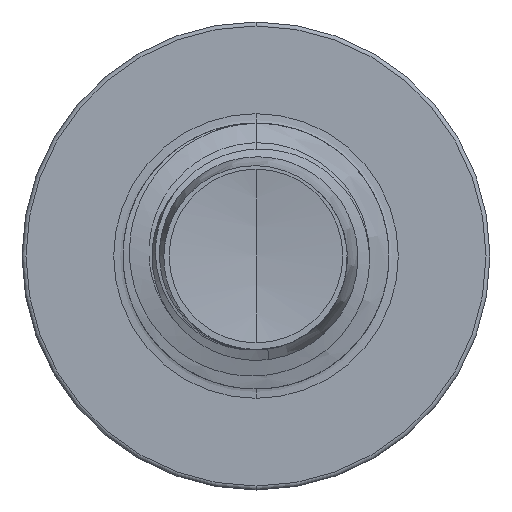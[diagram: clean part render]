
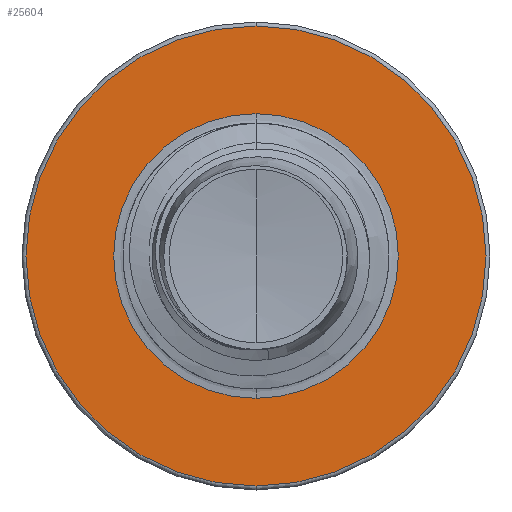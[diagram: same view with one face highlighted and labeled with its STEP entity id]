
A CAD part, front view. The second image highlights one B-rep face of the part: STEP entity #25604.
In plain terms, the highlighted planar face has unit normal (0, -1, 0).
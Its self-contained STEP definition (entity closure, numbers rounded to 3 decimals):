
#104 = VERTEX_POINT ( 'NONE', #38389 ) ;
#1407 = AXIS2_PLACEMENT_3D ( 'NONE', #29579, #12550, #32068 ) ;
#3380 = CIRCLE ( 'NONE', #30084, 2.677 ) ;
#4561 = ORIENTED_EDGE ( 'NONE', *, *, #37860, .T. ) ;
#5112 = FACE_BOUND ( 'NONE', #16653, .T. ) ;
#5749 = DIRECTION ( 'NONE',  ( 0., 0., 1. ) ) ;
#6066 = CARTESIAN_POINT ( 'NONE',  ( 0., 25., 2.677 ) ) ;
#8101 = EDGE_CURVE ( 'NONE', #104, #35365, #27450, .T. ) ;
#12407 = ORIENTED_EDGE ( 'NONE', *, *, #8101, .F. ) ;
#12550 = DIRECTION ( 'NONE',  ( 0., 1., 0. ) ) ;
#12788 = EDGE_CURVE ( 'NONE', #35365, #104, #32136, .T. ) ;
#12880 = FACE_OUTER_BOUND ( 'NONE', #17113, .T. ) ;
#13466 = DIRECTION ( 'NONE',  ( 0., 1., 0. ) ) ;
#15450 = PLANE ( 'NONE',  #22066 ) ;
#16327 = ORIENTED_EDGE ( 'NONE', *, *, #22370, .T. ) ;
#16653 = EDGE_LOOP ( 'NONE', ( #4561, #16327 ) ) ;
#17113 = EDGE_LOOP ( 'NONE', ( #19766, #12407 ) ) ;
#19210 = CARTESIAN_POINT ( 'NONE',  ( 0., 25., 0. ) ) ;
#19766 = ORIENTED_EDGE ( 'NONE', *, *, #12788, .F. ) ;
#20776 = AXIS2_PLACEMENT_3D ( 'NONE', #19210, #38020, #22218 ) ;
#22066 = AXIS2_PLACEMENT_3D ( 'NONE', #34419, #24340, #5749 ) ;
#22218 = DIRECTION ( 'NONE',  ( 0., 0., 1. ) ) ;
#22370 = EDGE_CURVE ( 'NONE', #33435, #31069, #30119, .T. ) ;
#24340 = DIRECTION ( 'NONE',  ( 0., 1., 0. ) ) ;
#25604 = ADVANCED_FACE ( 'NONE', ( #12880, #5112 ), #15450, .F. ) ;
#25731 = AXIS2_PLACEMENT_3D ( 'NONE', #36915, #36866, #36813 ) ;
#27450 = CIRCLE ( 'NONE', #25731, 4.325 ) ;
#29579 = CARTESIAN_POINT ( 'NONE',  ( 0., 25., 0. ) ) ;
#30084 = AXIS2_PLACEMENT_3D ( 'NONE', #30267, #13466, #32787 ) ;
#30119 = CIRCLE ( 'NONE', #1407, 2.677 ) ;
#30267 = CARTESIAN_POINT ( 'NONE',  ( 0., 25., 0. ) ) ;
#30980 = CARTESIAN_POINT ( 'NONE',  ( 0., 25., 4.325 ) ) ;
#31069 = VERTEX_POINT ( 'NONE', #6066 ) ;
#32068 = DIRECTION ( 'NONE',  ( 0., 0., 1. ) ) ;
#32136 = CIRCLE ( 'NONE', #20776, 4.325 ) ;
#32787 = DIRECTION ( 'NONE',  ( 0., 0., 1. ) ) ;
#33435 = VERTEX_POINT ( 'NONE', #35233 ) ;
#34419 = CARTESIAN_POINT ( 'NONE',  ( 0., 25., -2.677 ) ) ;
#35233 = CARTESIAN_POINT ( 'NONE',  ( 0., 25., -2.677 ) ) ;
#35365 = VERTEX_POINT ( 'NONE', #30980 ) ;
#36813 = DIRECTION ( 'NONE',  ( 0., 0., 1. ) ) ;
#36866 = DIRECTION ( 'NONE',  ( 0., 1., 0. ) ) ;
#36915 = CARTESIAN_POINT ( 'NONE',  ( 0., 25., 0. ) ) ;
#37860 = EDGE_CURVE ( 'NONE', #31069, #33435, #3380, .T. ) ;
#38020 = DIRECTION ( 'NONE',  ( 0., 1., 0. ) ) ;
#38389 = CARTESIAN_POINT ( 'NONE',  ( 0., 25., -4.325 ) ) ;
